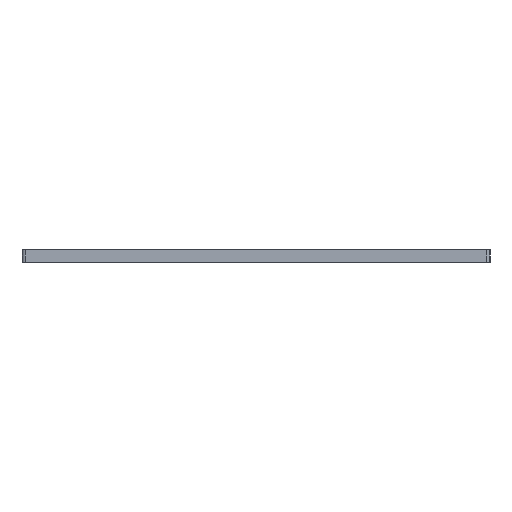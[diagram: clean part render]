
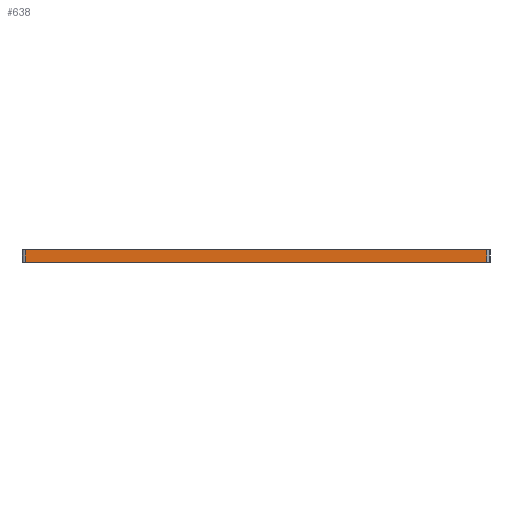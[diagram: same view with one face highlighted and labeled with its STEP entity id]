
A CAD part, left-side view. The second image highlights one B-rep face of the part: STEP entity #638.
In plain terms, the highlighted planar face has unit normal (-1, 0, 0).
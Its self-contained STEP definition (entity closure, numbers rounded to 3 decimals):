
#135=FACE_OUTER_BOUND('',#166,.T.);
#166=EDGE_LOOP('',(#467,#468,#469,#470));
#248=LINE('',#993,#285);
#249=LINE('',#995,#286);
#250=LINE('',#997,#287);
#251=LINE('',#998,#288);
#285=VECTOR('',#783,1000.);
#286=VECTOR('',#784,1000.);
#287=VECTOR('',#785,1000.);
#288=VECTOR('',#786,1000.);
#322=VERTEX_POINT('',#991);
#323=VERTEX_POINT('',#992);
#324=VERTEX_POINT('',#994);
#325=VERTEX_POINT('',#996);
#380=EDGE_CURVE('',#322,#323,#248,.T.);
#381=EDGE_CURVE('',#324,#323,#249,.T.);
#382=EDGE_CURVE('',#325,#324,#250,.T.);
#383=EDGE_CURVE('',#322,#325,#251,.F.);
#467=ORIENTED_EDGE('',*,*,#380,.T.);
#468=ORIENTED_EDGE('',*,*,#381,.F.);
#469=ORIENTED_EDGE('',*,*,#382,.F.);
#470=ORIENTED_EDGE('',*,*,#383,.F.);
#632=PLANE('',#683);
#638=ADVANCED_FACE('',(#135),#632,.T.);
#683=AXIS2_PLACEMENT_3D('',#990,#781,#782);
#781=DIRECTION('center_axis',(-1.,0.,0.));
#782=DIRECTION('ref_axis',(0.,-1.,0.));
#783=DIRECTION('',(0.,1.,0.));
#784=DIRECTION('',(0.,0.,1.));
#785=DIRECTION('',(0.,1.,0.));
#786=DIRECTION('',(0.,0.,1.));
#990=CARTESIAN_POINT('Origin',(-130.,0.,0.));
#991=CARTESIAN_POINT('',(-130.,-74.,4.));
#992=CARTESIAN_POINT('',(-130.,74.,4.));
#993=CARTESIAN_POINT('',(-130.,0.,4.));
#994=CARTESIAN_POINT('',(-130.,74.,0.));
#995=CARTESIAN_POINT('',(-130.,74.,4.));
#996=CARTESIAN_POINT('',(-130.,-74.,0.));
#997=CARTESIAN_POINT('',(-130.,0.,0.));
#998=CARTESIAN_POINT('',(-130.,-74.,0.));
